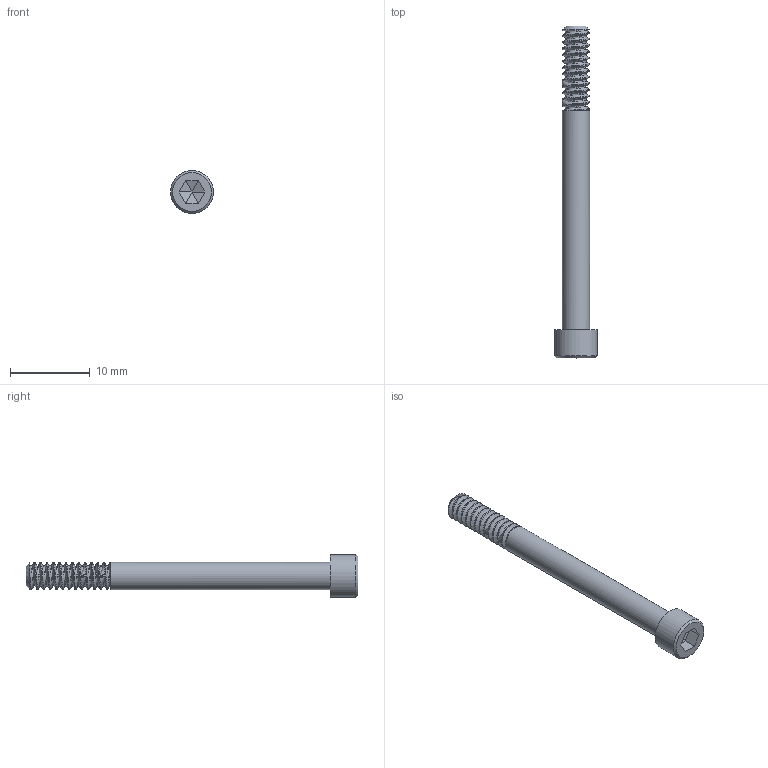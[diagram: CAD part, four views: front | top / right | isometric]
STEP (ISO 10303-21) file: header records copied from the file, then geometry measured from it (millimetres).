
FILE_DESCRIPTION(/* description */ (''),/* implementation_level */ '2;1');
FILE_NAME(/* name */ '1001489C-59-reconstructed.step',/* time_stamp */ '2019-07-05T07:48:17-05:00',/* author */ (''),/* organization */ (''),/* preprocessor_version */ 'ST-DEVELOPER v18',/* originating_system */ 'Autodesk Translation Framework v8.2.0.1029',/* authorisation */ '');
FILE_SCHEMA (('AUTOMOTIVE_DESIGN { 1 0 10303 214 3 1 1 }'));
Length unit declared in the file: inch
Products named in the file (2): 1001489C-59-reconstructed; 1001489C-57
Assembly tree (1 placements, depth 2):
  1001489C-59-reconstructed
    1001489C-57
Bounding box: 5.38 x 41.61 x 5.38 mm (x, y, z)
Volume: 404.9 mm3; surface area: 595.1 mm2
Topology: 1 solids, 1 shells, 53 faces, 128 edges, 79 vertices
Faces by surface type: cylinder 32, plane 17, cone 2, bspline 2
Full cylindrical faces by diameter (mm): 2.56 x13, 3.429 x15, 5.385 x1
Entity records: 3083 total; most frequent: CARTESIAN_POINT 1906, ORIENTED_EDGE 256, DIRECTION 189, EDGE_CURVE 128, VERTEX_POINT 79, AXIS2_PLACEMENT_3D 66, B_SPLINE_CURVE_WITH_KNOTS 59, LINE 57
